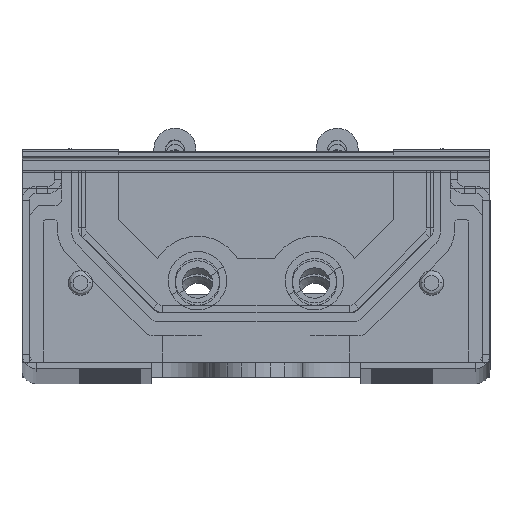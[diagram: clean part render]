
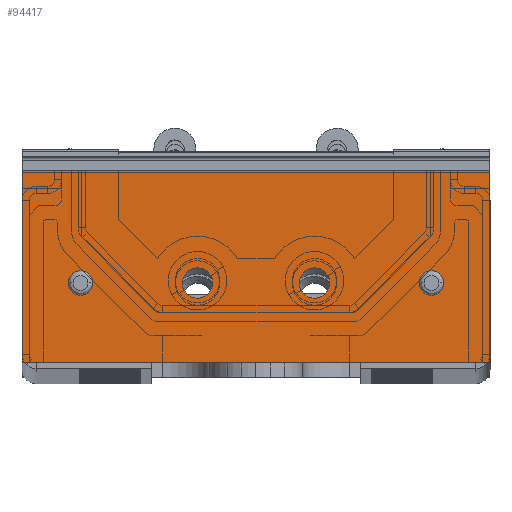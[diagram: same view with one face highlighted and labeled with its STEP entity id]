
A CAD part, top view. The second image highlights one B-rep face of the part: STEP entity #94417.
In plain terms, the highlighted face is planar.
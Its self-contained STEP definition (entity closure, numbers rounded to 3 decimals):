
#94306=CARTESIAN_POINT('Axis2P3D Location',(0.,0.,0.)) ;
#94311=CARTESIAN_POINT('Line Origine',(0.,-18.,0.)) ;
#94315=CARTESIAN_POINT('Vertex',(50.,-18.,0.)) ;
#94317=CARTESIAN_POINT('Vertex',(-50.,-18.,0.)) ;
#94320=CARTESIAN_POINT('Line Origine',(-50.,2.25,0.)) ;
#94324=CARTESIAN_POINT('Vertex',(-50.,22.5,0.)) ;
#94327=CARTESIAN_POINT('Line Origine',(0.,22.5,0.)) ;
#94331=CARTESIAN_POINT('Vertex',(50.,22.5,0.)) ;
#94334=CARTESIAN_POINT('Line Origine',(50.,2.25,0.)) ;
#94345=CARTESIAN_POINT('Axis2P3D Location',(-12.5,5.61,0.)) ;
#94349=CARTESIAN_POINT('Vertex',(-9.648,4.052,0.)) ;
#94351=CARTESIAN_POINT('Vertex',(-15.352,7.168,0.)) ;
#94354=CARTESIAN_POINT('Axis2P3D Location',(-12.5,5.61,0.)) ;
#94363=CARTESIAN_POINT('Axis2P3D Location',(12.5,5.61,0.)) ;
#94367=CARTESIAN_POINT('Vertex',(15.352,4.052,0.)) ;
#94369=CARTESIAN_POINT('Vertex',(9.648,7.168,0.)) ;
#94372=CARTESIAN_POINT('Axis2P3D Location',(12.5,5.61,0.)) ;
#94381=CARTESIAN_POINT('Axis2P3D Location',(37.5,5.61,0.)) ;
#94385=CARTESIAN_POINT('Vertex',(34.9,5.61,0.)) ;
#94387=CARTESIAN_POINT('Vertex',(40.1,5.61,0.)) ;
#94390=CARTESIAN_POINT('Axis2P3D Location',(37.5,5.61,0.)) ;
#94399=CARTESIAN_POINT('Axis2P3D Location',(-37.5,5.61,0.)) ;
#94403=CARTESIAN_POINT('Vertex',(-34.9,5.61,0.)) ;
#94405=CARTESIAN_POINT('Vertex',(-40.1,5.61,0.)) ;
#94408=CARTESIAN_POINT('Axis2P3D Location',(-37.5,5.61,0.)) ;
#94307=DIRECTION('Axis2P3D Direction',(0.,0.,1.)) ;
#94308=DIRECTION('Axis2P3D XDirection',(1.,0.,0.)) ;
#94312=DIRECTION('Vector Direction',(1.,0.,0.)) ;
#94321=DIRECTION('Vector Direction',(0.,-1.,0.)) ;
#94328=DIRECTION('Vector Direction',(1.,0.,0.)) ;
#94335=DIRECTION('Vector Direction',(0.,1.,0.)) ;
#94346=DIRECTION('Axis2P3D Direction',(0.,0.,1.)) ;
#94355=DIRECTION('Axis2P3D Direction',(0.,0.,1.)) ;
#94364=DIRECTION('Axis2P3D Direction',(0.,0.,1.)) ;
#94373=DIRECTION('Axis2P3D Direction',(0.,0.,1.)) ;
#94382=DIRECTION('Axis2P3D Direction',(0.,0.,1.)) ;
#94391=DIRECTION('Axis2P3D Direction',(0.,0.,1.)) ;
#94400=DIRECTION('Axis2P3D Direction',(0.,0.,1.)) ;
#94409=DIRECTION('Axis2P3D Direction',(0.,0.,1.)) ;
#94309=AXIS2_PLACEMENT_3D('Plane Axis2P3D',#94306,#94307,#94308) ;
#94347=AXIS2_PLACEMENT_3D('Circle Axis2P3D',#94345,#94346,$) ;
#94356=AXIS2_PLACEMENT_3D('Circle Axis2P3D',#94354,#94355,$) ;
#94365=AXIS2_PLACEMENT_3D('Circle Axis2P3D',#94363,#94364,$) ;
#94374=AXIS2_PLACEMENT_3D('Circle Axis2P3D',#94372,#94373,$) ;
#94383=AXIS2_PLACEMENT_3D('Circle Axis2P3D',#94381,#94382,$) ;
#94392=AXIS2_PLACEMENT_3D('Circle Axis2P3D',#94390,#94391,$) ;
#94401=AXIS2_PLACEMENT_3D('Circle Axis2P3D',#94399,#94400,$) ;
#94410=AXIS2_PLACEMENT_3D('Circle Axis2P3D',#94408,#94409,$) ;
#94340=ORIENTED_EDGE('',*,*,#94319,.T.) ;
#94341=ORIENTED_EDGE('',*,*,#94326,.F.) ;
#94342=ORIENTED_EDGE('',*,*,#94333,.F.) ;
#94343=ORIENTED_EDGE('',*,*,#94338,.F.) ;
#94360=ORIENTED_EDGE('',*,*,#94353,.F.) ;
#94361=ORIENTED_EDGE('',*,*,#94358,.F.) ;
#94378=ORIENTED_EDGE('',*,*,#94371,.F.) ;
#94379=ORIENTED_EDGE('',*,*,#94376,.F.) ;
#94396=ORIENTED_EDGE('',*,*,#94389,.F.) ;
#94397=ORIENTED_EDGE('',*,*,#94394,.F.) ;
#94414=ORIENTED_EDGE('',*,*,#94407,.F.) ;
#94415=ORIENTED_EDGE('',*,*,#94412,.F.) ;
#94362=FACE_BOUND('',#94359,.T.) ;
#94380=FACE_BOUND('',#94377,.T.) ;
#94398=FACE_BOUND('',#94395,.T.) ;
#94416=FACE_BOUND('',#94413,.T.) ;
#94313=VECTOR('Line Direction',#94312,1.) ;
#94322=VECTOR('Line Direction',#94321,1.) ;
#94329=VECTOR('Line Direction',#94328,1.) ;
#94336=VECTOR('Line Direction',#94335,1.) ;
#94417=ADVANCED_FACE('PartBody',(#94344,#94362,#94380,#94398,#94416),#94310,.F.) ;
#94348=CIRCLE('generated circle',#94347,3.25) ;
#94357=CIRCLE('generated circle',#94356,3.25) ;
#94366=CIRCLE('generated circle',#94365,3.25) ;
#94375=CIRCLE('generated circle',#94374,3.25) ;
#94384=CIRCLE('generated circle',#94383,2.6) ;
#94393=CIRCLE('generated circle',#94392,2.6) ;
#94402=CIRCLE('generated circle',#94401,2.6) ;
#94411=CIRCLE('generated circle',#94410,2.6) ;
#94319=EDGE_CURVE('',#94316,#94318,#94314,.F.) ;
#94326=EDGE_CURVE('',#94325,#94318,#94323,.T.) ;
#94333=EDGE_CURVE('',#94332,#94325,#94330,.F.) ;
#94338=EDGE_CURVE('',#94316,#94332,#94337,.T.) ;
#94353=EDGE_CURVE('',#94350,#94352,#94348,.F.) ;
#94358=EDGE_CURVE('',#94352,#94350,#94357,.F.) ;
#94371=EDGE_CURVE('',#94368,#94370,#94366,.F.) ;
#94376=EDGE_CURVE('',#94370,#94368,#94375,.F.) ;
#94389=EDGE_CURVE('',#94386,#94388,#94384,.F.) ;
#94394=EDGE_CURVE('',#94388,#94386,#94393,.F.) ;
#94407=EDGE_CURVE('',#94404,#94406,#94402,.F.) ;
#94412=EDGE_CURVE('',#94406,#94404,#94411,.F.) ;
#94339=EDGE_LOOP('',(#94340,#94341,#94342,#94343)) ;
#94359=EDGE_LOOP('',(#94360,#94361)) ;
#94377=EDGE_LOOP('',(#94378,#94379)) ;
#94395=EDGE_LOOP('',(#94396,#94397)) ;
#94413=EDGE_LOOP('',(#94414,#94415)) ;
#94344=FACE_OUTER_BOUND('',#94339,.T.) ;
#94314=LINE('Line',#94311,#94313) ;
#94323=LINE('Line',#94320,#94322) ;
#94330=LINE('Line',#94327,#94329) ;
#94337=LINE('Line',#94334,#94336) ;
#94310=PLANE('',#94309) ;
#94316=VERTEX_POINT('',#94315) ;
#94318=VERTEX_POINT('',#94317) ;
#94325=VERTEX_POINT('',#94324) ;
#94332=VERTEX_POINT('',#94331) ;
#94350=VERTEX_POINT('',#94349) ;
#94352=VERTEX_POINT('',#94351) ;
#94368=VERTEX_POINT('',#94367) ;
#94370=VERTEX_POINT('',#94369) ;
#94386=VERTEX_POINT('',#94385) ;
#94388=VERTEX_POINT('',#94387) ;
#94404=VERTEX_POINT('',#94403) ;
#94406=VERTEX_POINT('',#94405) ;
